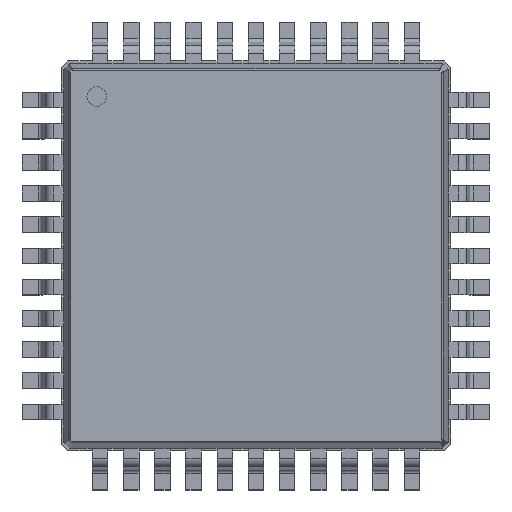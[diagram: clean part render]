
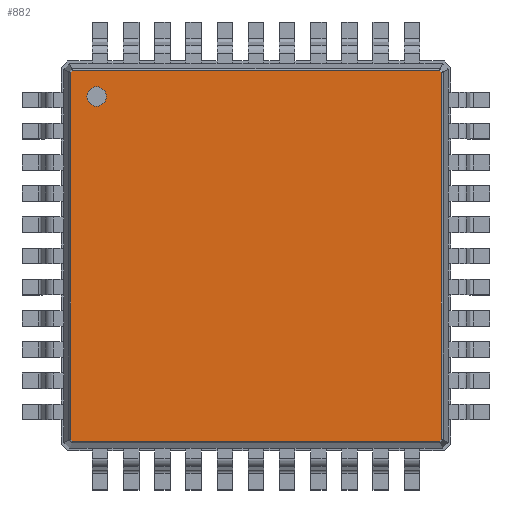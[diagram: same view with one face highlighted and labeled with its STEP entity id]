
A CAD part, top view. The second image highlights one B-rep face of the part: STEP entity #882.
In plain terms, the highlighted planar face has unit normal (0, 0, 1).
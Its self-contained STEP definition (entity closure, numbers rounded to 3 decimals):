
#13=DIRECTION('',(0.,0.,1.));
#43=CARTESIAN_POINT('',(-4.718,4.787,1.5));
#169=VERTEX_POINT('',#170);
#170=CARTESIAN_POINT('',(-4.702,4.746,1.5));
#187=EDGE_CURVE('',#169,#188,#190,.T.);
#188=VERTEX_POINT('',#189);
#189=CARTESIAN_POINT('',(4.702,4.746,1.5));
#190=B_SPLINE_CURVE_WITH_KNOTS('',2,(#191,#192,#193,#194,#195),.UNSPECIFIED.,.F.,.F.,(3,1,1,3),(-0.503,-0.04,9.477,9.939),.UNSPECIFIED.);
#191=CARTESIAN_POINT('',(-5.221,4.746,1.5));
#192=CARTESIAN_POINT('',(-4.99,4.746,1.5));
#193=CARTESIAN_POINT('',(0.,4.746,1.5));
#194=CARTESIAN_POINT('',(4.99,4.746,1.5));
#195=CARTESIAN_POINT('',(5.221,4.746,1.5));
#667=DIRECTION('',(0.,-1.,0.));
#814=EDGE_CURVE('',#188,#815,#817,.T.);
#815=VERTEX_POINT('',#816);
#816=CARTESIAN_POINT('',(4.746,4.702,1.5));
#817=B_SPLINE_CURVE_WITH_KNOTS('',2,(#818,#819,#820,#821,#822),.UNSPECIFIED.,.F.,.F.,(3,1,1,3),(-0.216,-0.04,0.137,0.313),.UNSPECIFIED.);
#818=CARTESIAN_POINT('',(4.537,4.911,1.5));
#819=CARTESIAN_POINT('',(4.6,4.849,1.5));
#820=CARTESIAN_POINT('',(4.724,4.724,1.5));
#821=CARTESIAN_POINT('',(4.849,4.6,1.5));
#822=CARTESIAN_POINT('',(4.911,4.537,1.5));
#850=VERTEX_POINT('',#851);
#851=CARTESIAN_POINT('',(-4.746,4.702,1.5));
#868=EDGE_CURVE('',#850,#169,#869,.T.);
#869=B_SPLINE_CURVE_WITH_KNOTS('',2,(#870,#871,#872,#873,#874),.UNSPECIFIED.,.F.,.F.,(3,1,1,3),(-0.216,-0.04,0.137,0.313),.UNSPECIFIED.);
#870=CARTESIAN_POINT('',(-4.911,4.537,1.5));
#871=CARTESIAN_POINT('',(-4.849,4.6,1.5));
#872=CARTESIAN_POINT('',(-4.724,4.724,1.5));
#873=CARTESIAN_POINT('',(-4.6,4.849,1.5));
#874=CARTESIAN_POINT('',(-4.537,4.911,1.5));
#882=ADVANCED_FACE('',(#883,#936),#946,.T.);
#883=FACE_BOUND('',#884,.T.);
#884=EDGE_LOOP('',(#885,#886,#887,#897,#907,#917,#927,#935));
#885=ORIENTED_EDGE('',*,*,#187,.F.);
#886=ORIENTED_EDGE('',*,*,#868,.F.);
#887=ORIENTED_EDGE('',*,*,#888,.F.);
#888=EDGE_CURVE('',#889,#850,#891,.T.);
#889=VERTEX_POINT('',#890);
#890=CARTESIAN_POINT('',(-4.746,-4.702,1.5));
#891=B_SPLINE_CURVE_WITH_KNOTS('',2,(#892,#893,#894,#895,#896),.UNSPECIFIED.,.F.,.F.,(3,1,1,3),(-0.503,-0.04,9.477,9.939),.UNSPECIFIED.);
#892=CARTESIAN_POINT('',(-4.746,-5.221,1.5));
#893=CARTESIAN_POINT('',(-4.746,-4.99,1.5));
#894=CARTESIAN_POINT('',(-4.746,0.,1.5));
#895=CARTESIAN_POINT('',(-4.746,4.99,1.5));
#896=CARTESIAN_POINT('',(-4.746,5.221,1.5));
#897=ORIENTED_EDGE('',*,*,#898,.F.);
#898=EDGE_CURVE('',#899,#889,#901,.T.);
#899=VERTEX_POINT('',#900);
#900=CARTESIAN_POINT('',(-4.702,-4.746,1.5));
#901=B_SPLINE_CURVE_WITH_KNOTS('',2,(#902,#903,#904,#905,#906),.UNSPECIFIED.,.F.,.F.,(3,1,1,3),(-0.216,-0.04,0.137,0.313),.UNSPECIFIED.);
#902=CARTESIAN_POINT('',(-4.537,-4.911,1.5));
#903=CARTESIAN_POINT('',(-4.6,-4.849,1.5));
#904=CARTESIAN_POINT('',(-4.724,-4.724,1.5));
#905=CARTESIAN_POINT('',(-4.849,-4.6,1.5));
#906=CARTESIAN_POINT('',(-4.911,-4.537,1.5));
#907=ORIENTED_EDGE('',*,*,#908,.F.);
#908=EDGE_CURVE('',#909,#899,#911,.T.);
#909=VERTEX_POINT('',#910);
#910=CARTESIAN_POINT('',(4.702,-4.746,1.5));
#911=B_SPLINE_CURVE_WITH_KNOTS('',2,(#912,#913,#914,#915,#916),.UNSPECIFIED.,.F.,.F.,(3,1,1,3),(-0.503,-0.04,9.477,9.939),.UNSPECIFIED.);
#912=CARTESIAN_POINT('',(5.221,-4.746,1.5));
#913=CARTESIAN_POINT('',(4.99,-4.746,1.5));
#914=CARTESIAN_POINT('',(0.,-4.746,1.5));
#915=CARTESIAN_POINT('',(-4.99,-4.746,1.5));
#916=CARTESIAN_POINT('',(-5.221,-4.746,1.5));
#917=ORIENTED_EDGE('',*,*,#918,.F.);
#918=EDGE_CURVE('',#919,#909,#921,.T.);
#919=VERTEX_POINT('',#920);
#920=CARTESIAN_POINT('',(4.746,-4.702,1.5));
#921=B_SPLINE_CURVE_WITH_KNOTS('',2,(#922,#923,#924,#925,#926),.UNSPECIFIED.,.F.,.F.,(3,1,1,3),(-0.216,-0.04,0.137,0.313),.UNSPECIFIED.);
#922=CARTESIAN_POINT('',(4.911,-4.537,1.5));
#923=CARTESIAN_POINT('',(4.849,-4.6,1.5));
#924=CARTESIAN_POINT('',(4.724,-4.724,1.5));
#925=CARTESIAN_POINT('',(4.6,-4.849,1.5));
#926=CARTESIAN_POINT('',(4.537,-4.911,1.5));
#927=ORIENTED_EDGE('',*,*,#928,.F.);
#928=EDGE_CURVE('',#815,#919,#929,.T.);
#929=B_SPLINE_CURVE_WITH_KNOTS('',2,(#930,#931,#932,#933,#934),.UNSPECIFIED.,.F.,.F.,(3,1,1,3),(-0.503,-0.04,9.477,9.939),.UNSPECIFIED.);
#930=CARTESIAN_POINT('',(4.746,5.221,1.5));
#931=CARTESIAN_POINT('',(4.746,4.99,1.5));
#932=CARTESIAN_POINT('',(4.746,0.,1.5));
#933=CARTESIAN_POINT('',(4.746,-4.99,1.5));
#934=CARTESIAN_POINT('',(4.746,-5.221,1.5));
#935=ORIENTED_EDGE('',*,*,#814,.F.);
#936=FACE_BOUND('',#937,.T.);
#937=EDGE_LOOP('',(#938));
#938=ORIENTED_EDGE('',*,*,#939,.T.);
#939=EDGE_CURVE('',#940,#940,#942,.T.);
#940=VERTEX_POINT('',#941);
#941=CARTESIAN_POINT('',(-4.087,3.837,1.5));
#942=CIRCLE('',#943,0.25);
#943=AXIS2_PLACEMENT_3D('',#944,#945,#667);
#944=CARTESIAN_POINT('',(-4.087,4.087,1.5));
#945=DIRECTION('',(0.,-0.,-1.));
#946=PLANE('',#947);
#947=AXIS2_PLACEMENT_3D('',#43,#13,#948);
#948=DIRECTION('',(0.702,-0.712,0.));
